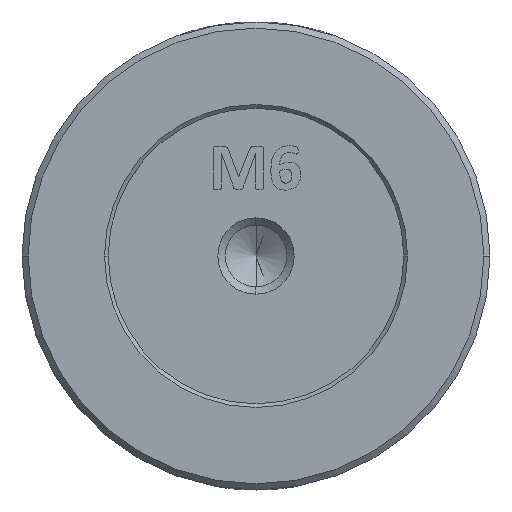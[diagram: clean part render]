
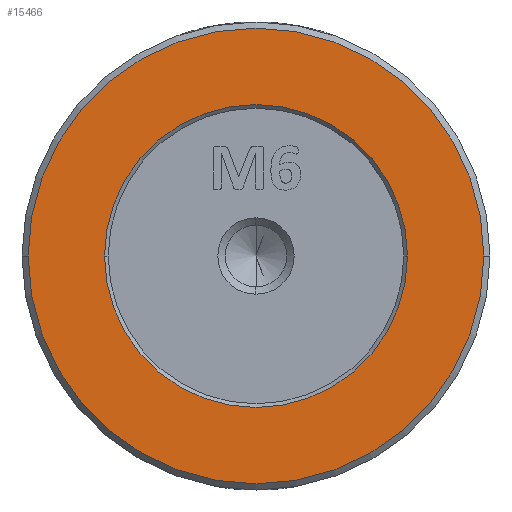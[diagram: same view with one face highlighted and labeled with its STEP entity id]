
A CAD part, left-side view. The second image highlights one B-rep face of the part: STEP entity #15466.
In plain terms, the highlighted planar face has unit normal (-1, 0, 0).
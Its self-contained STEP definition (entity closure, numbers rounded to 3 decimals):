
#2067 = EDGE_CURVE ( 'NONE', #6136, #16845, #8457, .T. ) ;
#2677 = EDGE_LOOP ( 'NONE', ( #9552, #5194 ) ) ;
#2898 = AXIS2_PLACEMENT_3D ( 'NONE', #20278, #11651, #30615 ) ;
#2971 = CIRCLE ( 'NONE', #11955, 12.3 ) ;
#3442 = EDGE_CURVE ( 'NONE', #29108, #22354, #4486, .T. ) ;
#4486 = CIRCLE ( 'NONE', #27491, 18.5 ) ;
#5194 = ORIENTED_EDGE ( 'NONE', *, *, #3442, .T. ) ;
#5895 = CARTESIAN_POINT ( 'NONE',  ( 0., 0., 0. ) ) ;
#6136 = VERTEX_POINT ( 'NONE', #19847 ) ;
#7680 = DIRECTION ( 'NONE',  ( 0., -1., 0. ) ) ;
#8457 = CIRCLE ( 'NONE', #27463, 12.3 ) ;
#9552 = ORIENTED_EDGE ( 'NONE', *, *, #25991, .T. ) ;
#9594 = DIRECTION ( 'NONE',  ( 1., 0., 0. ) ) ;
#10273 = AXIS2_PLACEMENT_3D ( 'NONE', #5895, #29415, #29714 ) ;
#10301 = FACE_BOUND ( 'NONE', #16442, .T. ) ;
#11221 = ORIENTED_EDGE ( 'NONE', *, *, #2067, .T. ) ;
#11651 = DIRECTION ( 'NONE',  ( -1., 0., 0. ) ) ;
#11955 = AXIS2_PLACEMENT_3D ( 'NONE', #18835, #9594, #12108 ) ;
#12108 = DIRECTION ( 'NONE',  ( 0., -1., 0. ) ) ;
#13840 = CARTESIAN_POINT ( 'NONE',  ( 0., 12.3, 0. ) ) ;
#15288 = FACE_OUTER_BOUND ( 'NONE', #2677, .T. ) ;
#15466 = ADVANCED_FACE ( 'NONE', ( #10301, #15288 ), #24849, .T. ) ;
#15510 = CARTESIAN_POINT ( 'NONE',  ( 0., -18.5, 0. ) ) ;
#16442 = EDGE_LOOP ( 'NONE', ( #11221, #28522 ) ) ;
#16845 = VERTEX_POINT ( 'NONE', #13840 ) ;
#18835 = CARTESIAN_POINT ( 'NONE',  ( 0., 0., 0. ) ) ;
#19130 = DIRECTION ( 'NONE',  ( -1., 0., 0. ) ) ;
#19847 = CARTESIAN_POINT ( 'NONE',  ( 0., -12.3, 0. ) ) ;
#20268 = CARTESIAN_POINT ( 'NONE',  ( 0., 18.5, 0. ) ) ;
#20278 = CARTESIAN_POINT ( 'NONE',  ( 0., 0., 0. ) ) ;
#22354 = VERTEX_POINT ( 'NONE', #20268 ) ;
#23966 = DIRECTION ( 'NONE',  ( 1., 0., 0. ) ) ;
#24452 = EDGE_CURVE ( 'NONE', #16845, #6136, #2971, .T. ) ;
#24849 = PLANE ( 'NONE',  #10273 ) ;
#25991 = EDGE_CURVE ( 'NONE', #22354, #29108, #27876, .T. ) ;
#27463 = AXIS2_PLACEMENT_3D ( 'NONE', #28832, #23966, #7680 ) ;
#27491 = AXIS2_PLACEMENT_3D ( 'NONE', #28534, #19130, #28843 ) ;
#27876 = CIRCLE ( 'NONE', #2898, 18.5 ) ;
#28522 = ORIENTED_EDGE ( 'NONE', *, *, #24452, .T. ) ;
#28534 = CARTESIAN_POINT ( 'NONE',  ( 0., 0., 0. ) ) ;
#28832 = CARTESIAN_POINT ( 'NONE',  ( 0., 0., 0. ) ) ;
#28843 = DIRECTION ( 'NONE',  ( 0., -1., 0. ) ) ;
#29108 = VERTEX_POINT ( 'NONE', #15510 ) ;
#29415 = DIRECTION ( 'NONE',  ( -1., 0., 0. ) ) ;
#29714 = DIRECTION ( 'NONE',  ( 0., 1., 0. ) ) ;
#30615 = DIRECTION ( 'NONE',  ( 0., -1., 0. ) ) ;
